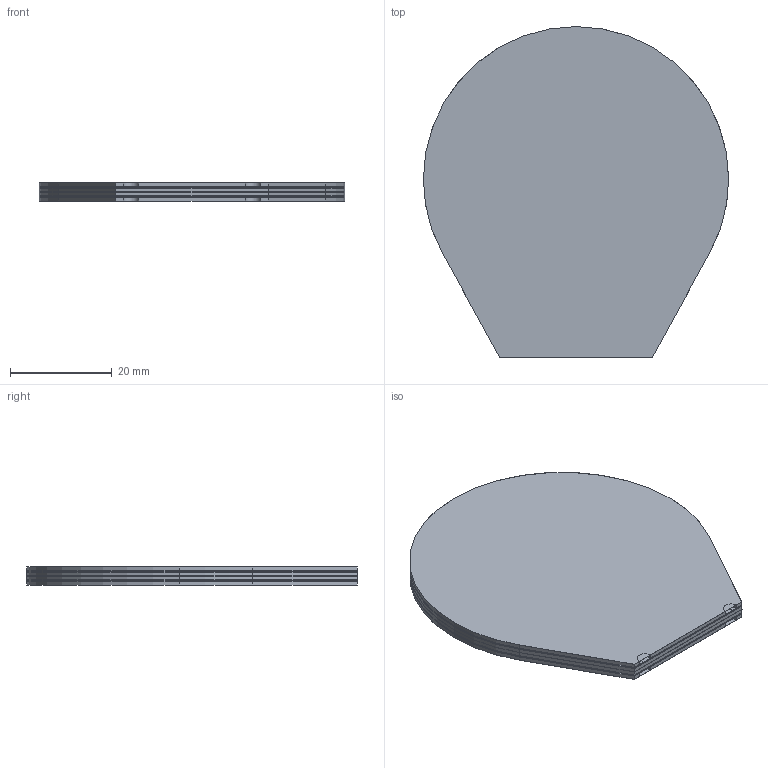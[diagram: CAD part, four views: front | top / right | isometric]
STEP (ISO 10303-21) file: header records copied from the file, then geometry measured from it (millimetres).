
FILE_DESCRIPTION (( 'STEP AP203' ), '1' );
FILE_NAME ('Acelerometro_Montagem_step.STEP', '2024-02-09T18:58:04', ( '' ), ( '' ), 'SwSTEP 2.0', 'SolidWorks 2024', '' );
FILE_SCHEMA (( 'CONFIG_CONTROL_DESIGN' ));
Length unit declared in the file: centimetre
Products named in the file (9): Dieletrico1; Cobre_Central; Acelerometro_Montagem_step; Espaçador; Tampa; Dieletrico_tampa; Cobre_tampa; Cobre1; Espaçador_inferior
Assembly tree (18 placements, depth 3):
  Acelerometro_Montagem_step
    Dieletrico1  x2
    Cobre1  x2
    Cobre_Central
    Tampa  x2
      Cobre_tampa
      Dieletrico_tampa
    Espaçador  x6
    Espaçador_inferior  x2
Bounding box: 60 x 65 x 3.67 mm (x, y, z)
Volume: 9753.1 mm3; surface area: 67899.5 mm2
Topology: 23 solids, 23 shells, 285 faces, 687 edges, 458 vertices
Faces by surface type: plane 145, cylinder 140
Entity records: 5514 total; most frequent: DIRECTION 805, CARTESIAN_POINT 737, ORIENTED_EDGE 690, EDGE_CURVE 345, AXIS2_PLACEMENT_3D 298, VERTEX_POINT 230, LINE 209, VECTOR 209
